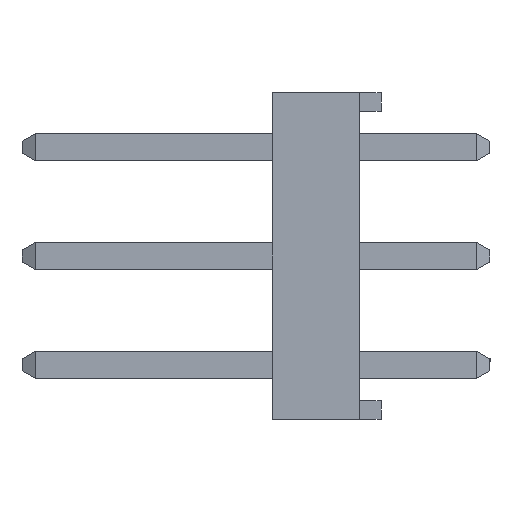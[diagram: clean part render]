
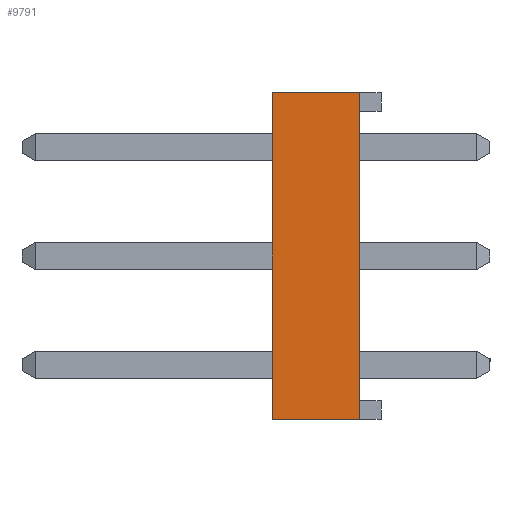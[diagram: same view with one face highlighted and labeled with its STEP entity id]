
A CAD part, left-side view. The second image highlights one B-rep face of the part: STEP entity #9791.
In plain terms, the highlighted planar face has unit normal (-1, 0, 0).
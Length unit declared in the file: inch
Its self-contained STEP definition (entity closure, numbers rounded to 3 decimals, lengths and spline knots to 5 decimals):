
#919=ORIENTED_EDGE('',*,*,#3495,.F.);
#920=ORIENTED_EDGE('',*,*,#3089,.F.);
#921=ORIENTED_EDGE('',*,*,#3496,.F.);
#922=ORIENTED_EDGE('',*,*,#3148,.T.);
#3089=EDGE_CURVE('',#4419,#4420,#5325,.T.);
#3148=EDGE_CURVE('',#4463,#4462,#5384,.T.);
#3495=EDGE_CURVE('',#4420,#4462,#5731,.T.);
#3496=EDGE_CURVE('',#4463,#4419,#5732,.T.);
#4419=VERTEX_POINT('',#13823);
#4420=VERTEX_POINT('',#13825);
#4462=VERTEX_POINT('',#13930);
#4463=VERTEX_POINT('',#13932);
#5325=LINE('',#13824,#6713);
#5384=LINE('',#13931,#6772);
#5731=LINE('',#14615,#7119);
#5732=LINE('',#14616,#7120);
#6713=VECTOR('',#11139,39.37008);
#6772=VECTOR('',#11208,39.37008);
#7119=VECTOR('',#11805,39.37008);
#7120=VECTOR('',#11806,39.37008);
#7997=EDGE_LOOP('',(#919,#920,#921,#922));
#8615=FACE_BOUND('',#7997,.T.);
#9233=PLANE('',#10375);
#9791=ADVANCED_FACE('',(#8615),#9233,.F.);
#10375=AXIS2_PLACEMENT_3D('',#14614,#11803,#11804);
#11139=DIRECTION('',(0.,-1.,0.));
#11208=DIRECTION('',(0.,-1.,0.));
#11803=DIRECTION('',(1.,0.,0.));
#11804=DIRECTION('',(0.,0.,-1.));
#11805=DIRECTION('',(0.,0.,-1.));
#11806=DIRECTION('',(0.,0.,1.));
#13823=CARTESIAN_POINT('',(-0.25,0.1,0.15));
#13824=CARTESIAN_POINT('',(-0.25,0.1,0.15));
#13825=CARTESIAN_POINT('',(-0.25,0.02,0.15));
#13930=CARTESIAN_POINT('',(-0.25,0.02,-0.15));
#13931=CARTESIAN_POINT('',(-0.25,0.1,-0.15));
#13932=CARTESIAN_POINT('',(-0.25,0.1,-0.15));
#14614=CARTESIAN_POINT('',(-0.25,0.1,-0.15));
#14615=CARTESIAN_POINT('',(-0.25,0.02,-0.15));
#14616=CARTESIAN_POINT('',(-0.25,0.1,-0.15));
